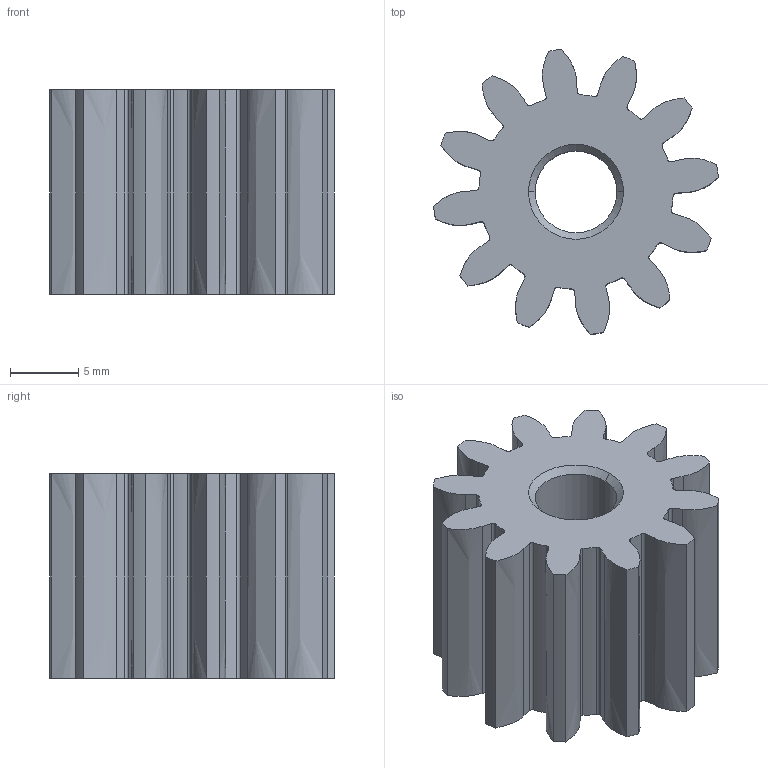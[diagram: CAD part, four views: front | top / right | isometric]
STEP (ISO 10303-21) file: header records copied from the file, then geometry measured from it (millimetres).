
FILE_DESCRIPTION((''),'2;1');
FILE_NAME('GEARL1_5-12-15-A-6','2012-12-03T',('Administrator'),(''),'CREATE BY SAMLO-FA','CREATE BY SAMLO-FA','');
FILE_SCHEMA(('CONFIG_CONTROL_DESIGN'));
Length unit declared in the file: millimetre
Products named in the file (1): GEARL1_5-12-15-A-6
Bounding box: 20.89 x 20.89 x 15 mm (x, y, z)
Volume: 3258.4 mm3; surface area: 2411.9 mm2
Topology: 1 solids, 1 shells, 104 faces, 334 edges, 232 vertices
Faces by surface type: cylinder 50, plane 26, extrusion 24, cone 4
Entity records: 4098 total; most frequent: CARTESIAN_POINT 1044, ORIENTED_EDGE 668, DIRECTION 606, EDGE_CURVE 334, VERTEX_POINT 232, AXIS2_PLACEMENT_3D 216, VECTOR 174, LINE 150
